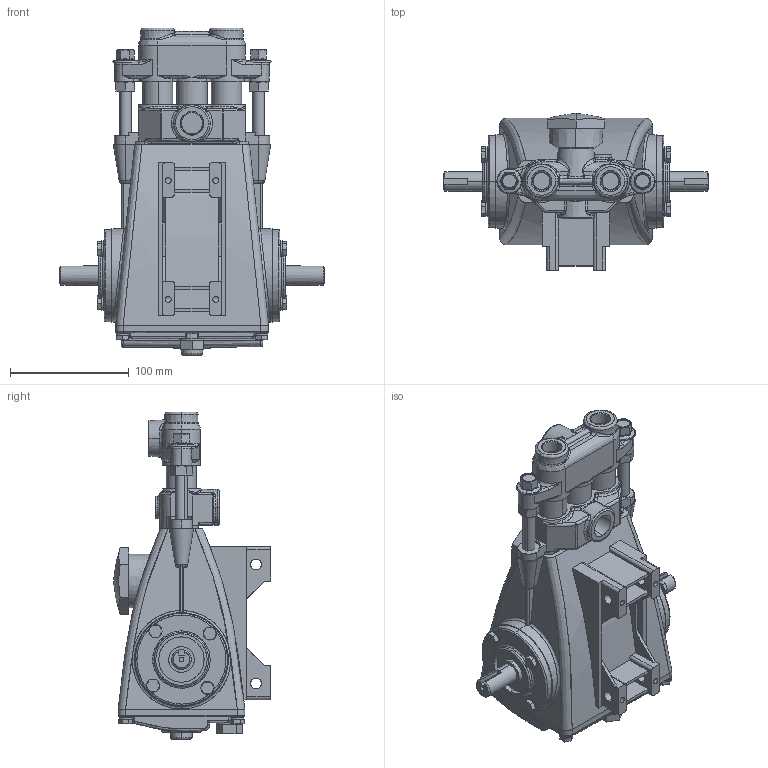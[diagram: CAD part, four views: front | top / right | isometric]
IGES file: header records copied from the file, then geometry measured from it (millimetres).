
Start section: SolidWorks IGES file using analytic representation for surfaces
Global section: file name: 290.IGS; native system: SolidWorks 2005 by SolidWorks Corporation; preprocessor: SolidWorks 2005 by SolidWorks Corporation; author: bdm; date: 050607.113658; units: inch
Bounding box: 223.01 x 132.08 x 275.67 mm (x, y, z)
Surface area: 200437.1 mm2 (no closed solid volume)
Topology: 0 solids, 0 shells, 1186 faces, 23090 edges, 28603 vertices
Faces by surface type: bspline 753, revolution 433
